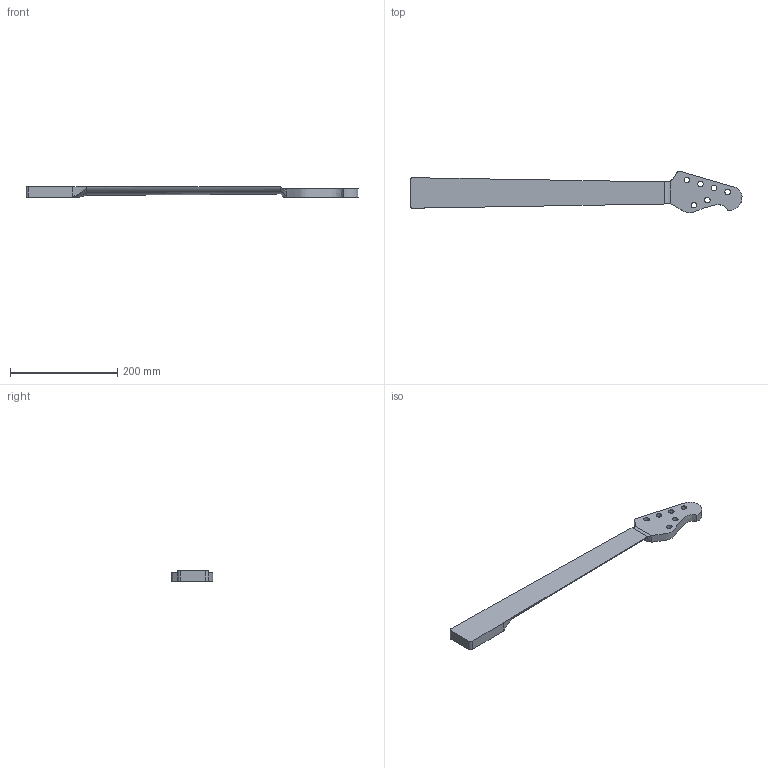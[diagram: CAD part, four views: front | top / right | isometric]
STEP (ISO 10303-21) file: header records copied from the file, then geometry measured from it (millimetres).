
FILE_DESCRIPTION(('STEP AP214'),'1');
FILE_NAME('neck_steve_morse_4.stp','2012-06-05T20:18:08',(' '),(' '),'Spatial InterOp 3D',' ',' ');
FILE_SCHEMA(('automotive_design'));
Length unit declared in the file: metre
Products named in the file (1): 1
Bounding box: 620.43 x 77.59 x 19.05 mm (x, y, z)
Volume: 404240.1 mm3; surface area: 78349.5 mm2
Topology: 1 solids, 1 shells, 37 faces, 94 edges, 59 vertices
Faces by surface type: cylinder 14, bspline 11, plane 9, extrusion 3
Entity records: 1918 total; most frequent: CARTESIAN_POINT 739, ORIENTED_EDGE 188, DIRECTION 148, EDGE_CURVE 94, VERTEX_POINT 59, AXIS2_PLACEMENT_3D 52, EDGE_LOOP 49, VECTOR 44
